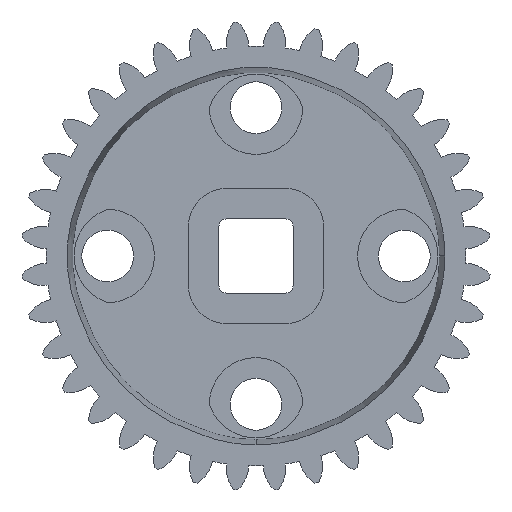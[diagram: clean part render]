
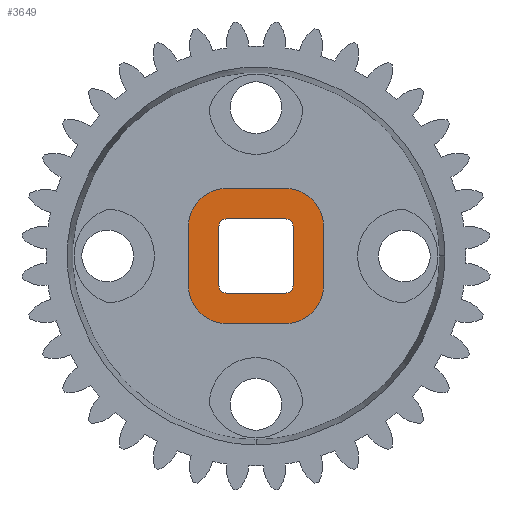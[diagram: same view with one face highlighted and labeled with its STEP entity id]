
A CAD part, front view. The second image highlights one B-rep face of the part: STEP entity #3649.
In plain terms, the highlighted planar face has unit normal (0, -1, 0).
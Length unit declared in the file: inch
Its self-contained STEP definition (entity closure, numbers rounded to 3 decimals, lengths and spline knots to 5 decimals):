
#8 = CARTESIAN_POINT ( 'NONE',  ( -0.125, -0.19213, 0.1 ) ) ;
#9 = LINE ( 'NONE', #8, #43 ) ;
#42 = DIRECTION ( 'NONE',  ( 0., 0., 1. ) ) ;
#43 = VECTOR ( 'NONE', #42, 39.37008 ) ;
#1010 = CARTESIAN_POINT ( 'NONE',  ( -0.1, -0.19213, -0.125 ) ) ;
#1011 = DIRECTION ( 'NONE',  ( 0., 0., 1. ) ) ;
#1012 = DIRECTION ( 'NONE',  ( 0., 1., 0. ) ) ;
#1013 = CARTESIAN_POINT ( 'NONE',  ( -0.1, -0.19213, -0.1 ) ) ;
#1014 = AXIS2_PLACEMENT_3D ( 'NONE', #1013, #1012, #1011 ) ;
#1015 = CIRCLE ( 'NONE', #1014, 0.025 ) ;
#1016 = CARTESIAN_POINT ( 'NONE',  ( -0.125, -0.19213, -0.1 ) ) ;
#1061 = DIRECTION ( 'NONE',  ( -1., 0., 0. ) ) ;
#1062 = VECTOR ( 'NONE', #1061, 39.37008 ) ;
#1063 = CARTESIAN_POINT ( 'NONE',  ( -0.1, -0.19213, -0.125 ) ) ;
#1064 = LINE ( 'NONE', #1063, #1062 ) ;
#1065 = DIRECTION ( 'NONE',  ( 0., 0., -1. ) ) ;
#1066 = VECTOR ( 'NONE', #1065, 39.37008 ) ;
#1067 = CARTESIAN_POINT ( 'NONE',  ( 0.125, -0.19213, 0.1 ) ) ;
#1068 = LINE ( 'NONE', #1067, #1066 ) ;
#1069 = CARTESIAN_POINT ( 'NONE',  ( 0.125, -0.19213, 0.1 ) ) ;
#1070 = DIRECTION ( 'NONE',  ( 0., 0., 1. ) ) ;
#1071 = DIRECTION ( 'NONE',  ( 0., 1., 0. ) ) ;
#1072 = CARTESIAN_POINT ( 'NONE',  ( 0.1, -0.19213, 0.1 ) ) ;
#1073 = AXIS2_PLACEMENT_3D ( 'NONE', #1072, #1071, #1070 ) ;
#1074 = CIRCLE ( 'NONE', #1073, 0.025 ) ;
#1075 = CARTESIAN_POINT ( 'NONE',  ( 0.1, -0.19213, 0.125 ) ) ;
#1076 = DIRECTION ( 'NONE',  ( 1., 0., 0. ) ) ;
#1077 = VECTOR ( 'NONE', #1076, 39.37008 ) ;
#1078 = CARTESIAN_POINT ( 'NONE',  ( -0.1, -0.19213, 0.125 ) ) ;
#1079 = LINE ( 'NONE', #1078, #1077 ) ;
#1080 = CARTESIAN_POINT ( 'NONE',  ( -0.1, -0.19213, 0.125 ) ) ;
#1091 = CARTESIAN_POINT ( 'NONE',  ( -0.125, -0.19213, 0.1 ) ) ;
#1092 = DIRECTION ( 'NONE',  ( 0., 0., 1. ) ) ;
#1093 = DIRECTION ( 'NONE',  ( 0., 1., 0. ) ) ;
#1094 = AXIS2_PLACEMENT_3D ( 'NONE', #1099, #1093, #1092 ) ;
#1095 = CIRCLE ( 'NONE', #1094, 0.025 ) ;
#1096 = DIRECTION ( 'NONE',  ( 0., 0., -1. ) ) ;
#1097 = DIRECTION ( 'NONE',  ( 0., -1., 0. ) ) ;
#1098 = AXIS2_PLACEMENT_3D ( 'NONE', #1100, #1097, #1096 ) ;
#1099 = CARTESIAN_POINT ( 'NONE',  ( -0.1, -0.19213, 0.1 ) ) ;
#1100 = CARTESIAN_POINT ( 'NONE',  ( 0., -0.19213, 0. ) ) ;
#1101 = PLANE ( 'NONE',  #1098 ) ;
#1102 = FACE_OUTER_BOUND ( 'NONE', #3688, .T. ) ;
#1103 = FACE_BOUND ( 'NONE', #3650, .T. ) ;
#1108 = CARTESIAN_POINT ( 'NONE',  ( 0.125, -0.19213, -0.1 ) ) ;
#1109 = DIRECTION ( 'NONE',  ( 0., 0., 1. ) ) ;
#1110 = DIRECTION ( 'NONE',  ( 0., 1., 0. ) ) ;
#1111 = CARTESIAN_POINT ( 'NONE',  ( 0.1, -0.19213, -0.1 ) ) ;
#1112 = AXIS2_PLACEMENT_3D ( 'NONE', #1111, #1110, #1109 ) ;
#1113 = CIRCLE ( 'NONE', #1112, 0.025 ) ;
#1114 = CARTESIAN_POINT ( 'NONE',  ( 0.1, -0.19213, -0.125 ) ) ;
#2254 = VERTEX_POINT ( 'NONE', #5406 ) ;
#2256 = EDGE_CURVE ( 'NONE', #2322, #2254, #5405, .T. ) ;
#2307 = VERTEX_POINT ( 'NONE', #5518 ) ;
#2309 = EDGE_CURVE ( 'NONE', #2310, #2307, #5517, .T. ) ;
#2310 = VERTEX_POINT ( 'NONE', #5513 ) ;
#2316 = EDGE_CURVE ( 'NONE', #2395, #2405, #5502, .T. ) ;
#2322 = VERTEX_POINT ( 'NONE', #5542 ) ;
#2324 = EDGE_CURVE ( 'NONE', #2405, #2322, #5541, .T. ) ;
#2330 = EDGE_CURVE ( 'NONE', #2254, #2408, #5573, .T. ) ;
#2338 = VERTEX_POINT ( 'NONE', #5559 ) ;
#2375 = EDGE_CURVE ( 'NONE', #2338, #2310, #5789, .T. ) ;
#2395 = VERTEX_POINT ( 'NONE', #5693 ) ;
#2397 = EDGE_CURVE ( 'NONE', #2307, #2395, #5692, .T. ) ;
#2405 = VERTEX_POINT ( 'NONE', #5677 ) ;
#2408 = VERTEX_POINT ( 'NONE', #5672 ) ;
#2438 = EDGE_CURVE ( 'NONE', #2408, #2338, #5743, .T. ) ;
#3587 = VERTEX_POINT ( 'NONE', #1016 ) ;
#3589 = EDGE_CURVE ( 'NONE', #3590, #3587, #1015, .T. ) ;
#3590 = VERTEX_POINT ( 'NONE', #1010 ) ;
#3620 = ORIENTED_EDGE ( 'NONE', *, *, #2309, .T. ) ;
#3621 = ORIENTED_EDGE ( 'NONE', *, *, #2397, .T. ) ;
#3622 = ORIENTED_EDGE ( 'NONE', *, *, #2316, .T. ) ;
#3623 = ORIENTED_EDGE ( 'NONE', *, *, #2324, .T. ) ;
#3624 = ORIENTED_EDGE ( 'NONE', *, *, #2256, .T. ) ;
#3626 = VERTEX_POINT ( 'NONE', #1080 ) ;
#3627 = ORIENTED_EDGE ( 'NONE', *, *, #3628, .T. ) ;
#3628 = EDGE_CURVE ( 'NONE', #3626, #3629, #1079, .T. ) ;
#3629 = VERTEX_POINT ( 'NONE', #1075 ) ;
#3630 = ORIENTED_EDGE ( 'NONE', *, *, #3631, .T. ) ;
#3631 = EDGE_CURVE ( 'NONE', #3629, #3632, #1074, .T. ) ;
#3632 = VERTEX_POINT ( 'NONE', #1069 ) ;
#3633 = ORIENTED_EDGE ( 'NONE', *, *, #3634, .T. ) ;
#3634 = EDGE_CURVE ( 'NONE', #3632, #3646, #1068, .T. ) ;
#3635 = ORIENTED_EDGE ( 'NONE', *, *, #3645, .T. ) ;
#3636 = ORIENTED_EDGE ( 'NONE', *, *, #3637, .T. ) ;
#3637 = EDGE_CURVE ( 'NONE', #3643, #3590, #1064, .T. ) ;
#3638 = ORIENTED_EDGE ( 'NONE', *, *, #3589, .T. ) ;
#3643 = VERTEX_POINT ( 'NONE', #1114 ) ;
#3645 = EDGE_CURVE ( 'NONE', #3646, #3643, #1113, .T. ) ;
#3646 = VERTEX_POINT ( 'NONE', #1108 ) ;
#3649 = ADVANCED_FACE ( 'NONE', ( #1103, #1102 ), #1101, .T. ) ;
#3650 = EDGE_LOOP ( 'NONE', ( #3651, #3627, #3630, #3633, #3635, #3636, #3638, #3686 ) ) ;
#3651 = ORIENTED_EDGE ( 'NONE', *, *, #3652, .T. ) ;
#3652 = EDGE_CURVE ( 'NONE', #3653, #3626, #1095, .T. ) ;
#3653 = VERTEX_POINT ( 'NONE', #1091 ) ;
#3672 = ORIENTED_EDGE ( 'NONE', *, *, #2330, .T. ) ;
#3686 = ORIENTED_EDGE ( 'NONE', *, *, #3687, .T. ) ;
#3687 = EDGE_CURVE ( 'NONE', #3587, #3653, #9, .T. ) ;
#3688 = EDGE_LOOP ( 'NONE', ( #3689, #3690, #3620, #3621, #3622, #3623, #3624, #3672 ) ) ;
#3689 = ORIENTED_EDGE ( 'NONE', *, *, #2438, .T. ) ;
#3690 = ORIENTED_EDGE ( 'NONE', *, *, #2375, .T. ) ;
#5402 = DIRECTION ( 'NONE',  ( 0., 0., 1. ) ) ;
#5403 = VECTOR ( 'NONE', #5402, 39.37008 ) ;
#5404 = CARTESIAN_POINT ( 'NONE',  ( 0.22756, -0.19213, 0. ) ) ;
#5405 = LINE ( 'NONE', #5404, #5403 ) ;
#5406 = CARTESIAN_POINT ( 'NONE',  ( 0.22756, -0.19213, 0.1 ) ) ;
#5499 = DIRECTION ( 'NONE',  ( 1., 0., 0. ) ) ;
#5500 = VECTOR ( 'NONE', #5499, 39.37008 ) ;
#5501 = CARTESIAN_POINT ( 'NONE',  ( 0., -0.19213, -0.22756 ) ) ;
#5502 = LINE ( 'NONE', #5501, #5500 ) ;
#5513 = CARTESIAN_POINT ( 'NONE',  ( -0.22756, -0.19213, 0.1 ) ) ;
#5514 = DIRECTION ( 'NONE',  ( 0., 0., -1. ) ) ;
#5515 = VECTOR ( 'NONE', #5514, 39.37008 ) ;
#5516 = CARTESIAN_POINT ( 'NONE',  ( -0.22756, -0.19213, 0. ) ) ;
#5517 = LINE ( 'NONE', #5516, #5515 ) ;
#5518 = CARTESIAN_POINT ( 'NONE',  ( -0.22756, -0.19213, -0.1 ) ) ;
#5533 = CARTESIAN_POINT ( 'NONE',  ( 0.1, -0.19213, 0.1 ) ) ;
#5537 = DIRECTION ( 'NONE',  ( 0., 0., -1. ) ) ;
#5538 = DIRECTION ( 'NONE',  ( 0., -1., 0. ) ) ;
#5539 = CARTESIAN_POINT ( 'NONE',  ( 0.1, -0.19213, -0.1 ) ) ;
#5540 = AXIS2_PLACEMENT_3D ( 'NONE', #5539, #5538, #5537 ) ;
#5541 = CIRCLE ( 'NONE', #5540, 0.12756 ) ;
#5542 = CARTESIAN_POINT ( 'NONE',  ( 0.22756, -0.19213, -0.1 ) ) ;
#5559 = CARTESIAN_POINT ( 'NONE',  ( -0.1, -0.19213, 0.22756 ) ) ;
#5570 = DIRECTION ( 'NONE',  ( 0., 0., -1. ) ) ;
#5571 = DIRECTION ( 'NONE',  ( 0., -1., 0. ) ) ;
#5572 = AXIS2_PLACEMENT_3D ( 'NONE', #5533, #5571, #5570 ) ;
#5573 = CIRCLE ( 'NONE', #5572, 0.12756 ) ;
#5672 = CARTESIAN_POINT ( 'NONE',  ( 0.1, -0.19213, 0.22756 ) ) ;
#5677 = CARTESIAN_POINT ( 'NONE',  ( 0.1, -0.19213, -0.22756 ) ) ;
#5688 = DIRECTION ( 'NONE',  ( 0., 0., -1. ) ) ;
#5689 = DIRECTION ( 'NONE',  ( 0., -1., 0. ) ) ;
#5690 = CARTESIAN_POINT ( 'NONE',  ( -0.1, -0.19213, -0.1 ) ) ;
#5691 = AXIS2_PLACEMENT_3D ( 'NONE', #5690, #5689, #5688 ) ;
#5692 = CIRCLE ( 'NONE', #5691, 0.12756 ) ;
#5693 = CARTESIAN_POINT ( 'NONE',  ( -0.1, -0.19213, -0.22756 ) ) ;
#5740 = DIRECTION ( 'NONE',  ( -1., 0., 0. ) ) ;
#5741 = VECTOR ( 'NONE', #5740, 39.37008 ) ;
#5742 = CARTESIAN_POINT ( 'NONE',  ( 0., -0.19213, 0.22756 ) ) ;
#5743 = LINE ( 'NONE', #5742, #5741 ) ;
#5785 = DIRECTION ( 'NONE',  ( 0., 0., -1. ) ) ;
#5786 = DIRECTION ( 'NONE',  ( 0., -1., 0. ) ) ;
#5787 = CARTESIAN_POINT ( 'NONE',  ( -0.1, -0.19213, 0.1 ) ) ;
#5788 = AXIS2_PLACEMENT_3D ( 'NONE', #5787, #5786, #5785 ) ;
#5789 = CIRCLE ( 'NONE', #5788, 0.12756 ) ;
